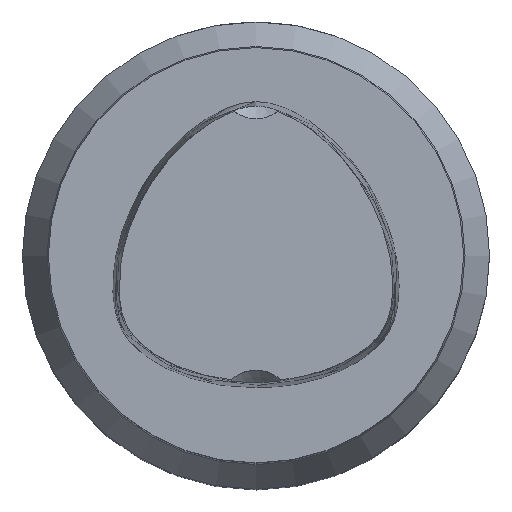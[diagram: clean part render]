
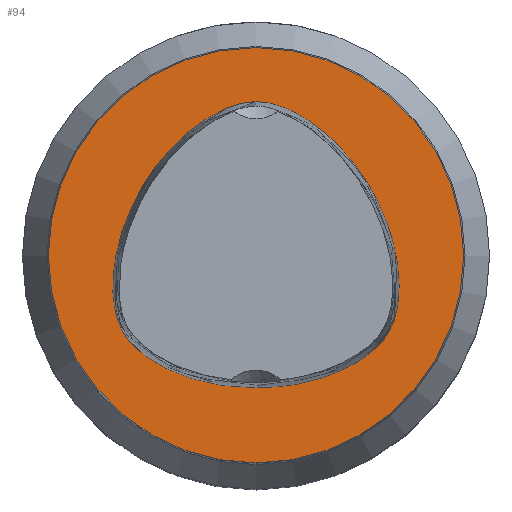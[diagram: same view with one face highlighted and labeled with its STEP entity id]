
A CAD part, top view. The second image highlights one B-rep face of the part: STEP entity #94.
In plain terms, the highlighted planar face has unit normal (0, 0, 1).
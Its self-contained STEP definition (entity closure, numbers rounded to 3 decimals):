
#94=ADVANCED_FACE('240[2]',(#229,#230),#231,.T.);
#112=EDGE_CURVE('240[2]',#257,#257,#258,.T.);
#160=EDGE_CURVE('240[2]',#323,#314,#324,.T.);
#162=EDGE_CURVE('240[2]',#314,#323,#326,.T.);
#229=FACE_OUTER_BOUND('',#493,.T.);
#230=FACE_BOUND('',#494,.T.);
#231=PLANE('',#495);
#257=VERTEX_POINT('',#1487);
#258=CIRCLE('',#1488,39.993);
#314=VERTEX_POINT('',#1621);
#323=VERTEX_POINT('',#1641);
#324=B_SPLINE_CURVE_WITH_KNOTS('',3,(#1642,#1643,#1644,#1645,#1646,#1647,#1648,#1649,#1650,#1651,#1652,#1653,#1654,#1655,#1656,#1657,#1658,#1659,#1660,#1661,#1662,#1663,#1664,#1665,#1666,#1667,#1668,#1669,#1670),.UNSPECIFIED.,.F.,.F.,(4,1,1,1,1,1,1,1,1,1,1,1,1,1,1,1,1,1,1,1,1,1,1,3,4),(0.5,0.52,0.541,0.561,0.583,0.605,0.628,0.651,0.674,0.698,0.721,0.743,0.765,0.786,0.806,0.827,0.847,0.867,0.888,0.909,0.931,0.954,0.977,1.,1.0),.UNSPECIFIED.);
#326=B_SPLINE_CURVE_WITH_KNOTS('',3,(#1673,#1674,#1675,#1676,#1677,#1678,#1679,#1680,#1681,#1682,#1683,#1684,#1685,#1686,#1687,#1688,#1689,#1690,#1691,#1692,#1693,#1694,#1695,#1696,#1697,#1698),.UNSPECIFIED.,.F.,.F.,(4,1,1,1,1,1,1,1,1,1,1,1,1,1,1,1,1,1,1,1,1,1,1,4),(0.0,0.023,0.046,0.069,0.091,0.112,0.133,0.153,0.173,0.194,0.214,0.235,0.257,0.279,0.302,0.326,0.349,0.372,0.395,0.417,0.439,0.459,0.48,0.5),.UNSPECIFIED.);
#493=EDGE_LOOP('',(#1818));
#494=EDGE_LOOP('',(#1819,#1820));
#495=AXIS2_PLACEMENT_3D('',#1821,#1822,#1823);
#1487=CARTESIAN_POINT('',(0.,39.993,0.));
#1488=AXIS2_PLACEMENT_3D('',#1865,#1866,#1867);
#1621=CARTESIAN_POINT('',(0.002,29.575,0.0));
#1641=CARTESIAN_POINT('',(0.,-25.494,0.0));
#1642=CARTESIAN_POINT('',(0.,-25.494,0.0));
#1643=CARTESIAN_POINT('',(-1.164,-25.494,0.0));
#1644=CARTESIAN_POINT('',(-3.507,-25.415,0.0));
#1645=CARTESIAN_POINT('',(-7.037,-25.052,0.0));
#1646=CARTESIAN_POINT('',(-10.591,-24.325,0.0));
#1647=CARTESIAN_POINT('',(-14.14,-23.198,0.0));
#1648=CARTESIAN_POINT('',(-17.67,-21.688,0.0));
#1649=CARTESIAN_POINT('',(-21.066,-19.676,0.0));
#1650=CARTESIAN_POINT('',(-24.158,-17.09,0.0));
#1651=CARTESIAN_POINT('',(-26.431,-13.672,0.0));
#1652=CARTESIAN_POINT('',(-27.424,-9.731,0.0));
#1653=CARTESIAN_POINT('',(-27.665,-5.765,0.0));
#1654=CARTESIAN_POINT('',(-27.363,-1.897,0.0));
#1655=CARTESIAN_POINT('',(-26.653,1.797,0.0));
#1656=CARTESIAN_POINT('',(-25.62,5.302,0.0));
#1657=CARTESIAN_POINT('',(-24.315,8.628,0.0));
#1658=CARTESIAN_POINT('',(-22.76,11.79,0.0));
#1659=CARTESIAN_POINT('',(-20.965,14.807,0.0));
#1660=CARTESIAN_POINT('',(-18.917,17.689,0.0));
#1661=CARTESIAN_POINT('',(-16.597,20.437,0.0));
#1662=CARTESIAN_POINT('',(-13.972,23.027,0.0));
#1663=CARTESIAN_POINT('',(-11.013,25.414,0.0));
#1664=CARTESIAN_POINT('',(-7.692,27.486,0.0));
#1665=CARTESIAN_POINT('',(-4.024,29.091,0.0));
#1666=CARTESIAN_POINT('',(-1.343,29.556,0.0));
#1667=CARTESIAN_POINT('',(0.,29.575,0.0));
#1668=CARTESIAN_POINT('',(0.001,29.575,0.0));
#1669=CARTESIAN_POINT('',(0.001,29.575,0.0));
#1670=CARTESIAN_POINT('',(0.002,29.575,0.0));
#1673=CARTESIAN_POINT('',(0.002,29.575,0.0));
#1674=CARTESIAN_POINT('',(1.344,29.594,0.0));
#1675=CARTESIAN_POINT('',(4.025,29.073,0.0));
#1676=CARTESIAN_POINT('',(7.692,27.491,0.0));
#1677=CARTESIAN_POINT('',(11.014,25.413,0.0));
#1678=CARTESIAN_POINT('',(13.972,23.028,0.0));
#1679=CARTESIAN_POINT('',(16.596,20.436,0.0));
#1680=CARTESIAN_POINT('',(18.918,17.689,0.0));
#1681=CARTESIAN_POINT('',(20.965,14.807,0.0));
#1682=CARTESIAN_POINT('',(22.761,11.79,0.0));
#1683=CARTESIAN_POINT('',(24.314,8.628,0.0));
#1684=CARTESIAN_POINT('',(25.62,5.302,0.0));
#1685=CARTESIAN_POINT('',(26.653,1.797,0.0));
#1686=CARTESIAN_POINT('',(27.364,-1.897,0.0));
#1687=CARTESIAN_POINT('',(27.665,-5.765,0.0));
#1688=CARTESIAN_POINT('',(27.424,-9.731,0.0));
#1689=CARTESIAN_POINT('',(26.431,-13.672,0.0));
#1690=CARTESIAN_POINT('',(24.158,-17.09,0.0));
#1691=CARTESIAN_POINT('',(21.066,-19.676,0.0));
#1692=CARTESIAN_POINT('',(17.67,-21.687,0.0));
#1693=CARTESIAN_POINT('',(14.14,-23.199,0.0));
#1694=CARTESIAN_POINT('',(10.591,-24.325,0.0));
#1695=CARTESIAN_POINT('',(7.037,-25.053,0.0));
#1696=CARTESIAN_POINT('',(3.507,-25.415,0.0));
#1697=CARTESIAN_POINT('',(1.164,-25.494,0.0));
#1698=CARTESIAN_POINT('',(0.,-25.494,0.0));
#1818=ORIENTED_EDGE('',*,*,#112,.F.);
#1819=ORIENTED_EDGE('',*,*,#162,.T.);
#1820=ORIENTED_EDGE('',*,*,#160,.T.);
#1821=CARTESIAN_POINT('',(0.,19.996,0.));
#1822=DIRECTION('',(0.,0.,1.0));
#1823=DIRECTION('',(1.0,0.,0.0));
#1865=CARTESIAN_POINT('',(0.0,0.0,0.0));
#1866=DIRECTION('',(0.,0.,-1.0));
#1867=DIRECTION('',(0.,1.0,0.));
